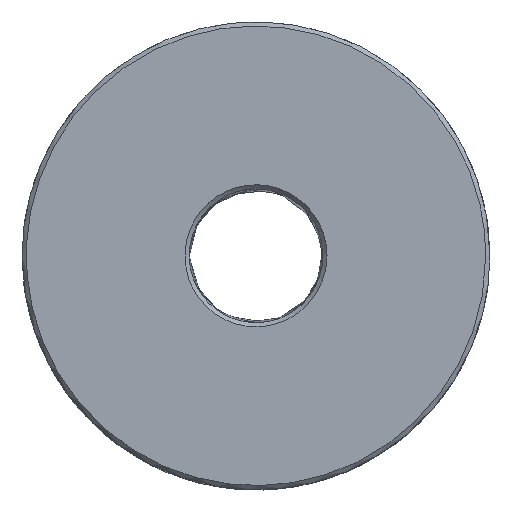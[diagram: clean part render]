
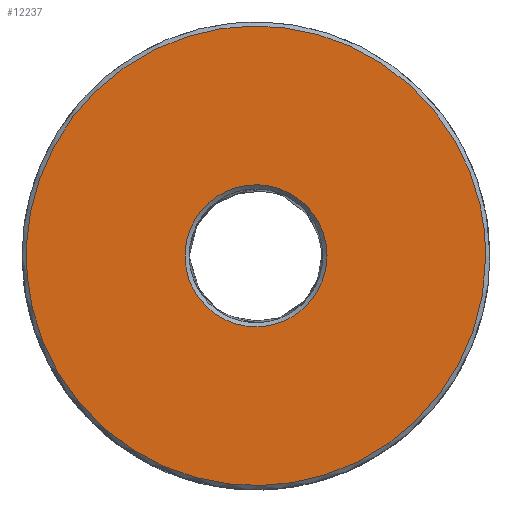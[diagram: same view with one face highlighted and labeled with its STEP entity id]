
A CAD part, top view. The second image highlights one B-rep face of the part: STEP entity #12237.
In plain terms, the highlighted free-form (B-spline) face has degree [1, 1] with [2, 2] control points.
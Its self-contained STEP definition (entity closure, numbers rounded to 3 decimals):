
#12179 = EDGE_CURVE('',#12180,#12180,#12182,.T.);
#12180 = VERTEX_POINT('',#12181);
#12181 = CARTESIAN_POINT('',(13.75,0.,12.5));
#12182 = ( BOUNDED_CURVE() B_SPLINE_CURVE(2,(#12183,#12184,#12185,#12186
    ,#12187,#12188,#12189,#12190,#12191),.UNSPECIFIED.,.T.,.F.) 
B_SPLINE_CURVE_WITH_KNOTS((3,2,2,2,3),(-3.142,-1.571,0.
,1.571,3.142),.UNSPECIFIED.) CURVE() 
GEOMETRIC_REPRESENTATION_ITEM() RATIONAL_B_SPLINE_CURVE((1.,
    0.707,1.,0.707,1.,0.707,1.,0.707
,1.)) REPRESENTATION_ITEM('') );
#12183 = CARTESIAN_POINT('',(13.75,0.,12.5));
#12184 = CARTESIAN_POINT('',(13.75,-13.75,12.5));
#12185 = CARTESIAN_POINT('',(0.,-13.75,12.5));
#12186 = CARTESIAN_POINT('',(-13.75,-13.75,12.5));
#12187 = CARTESIAN_POINT('',(-13.75,0.,12.5));
#12188 = CARTESIAN_POINT('',(-13.75,13.75,12.5));
#12189 = CARTESIAN_POINT('',(0.,13.75,12.5));
#12190 = CARTESIAN_POINT('',(13.75,13.75,12.5));
#12191 = CARTESIAN_POINT('',(13.75,0.,12.5));
#12237 = ADVANCED_FACE('',(#12238,#12241),#12257,.T.);
#12238 = FACE_BOUND('',#12239,.T.);
#12239 = EDGE_LOOP('',(#12240));
#12240 = ORIENTED_EDGE('',*,*,#12179,.F.);
#12241 = FACE_BOUND('',#12242,.T.);
#12242 = EDGE_LOOP('',(#12243));
#12243 = ORIENTED_EDGE('',*,*,#12244,.F.);
#12244 = EDGE_CURVE('',#12245,#12245,#12247,.T.);
#12245 = VERTEX_POINT('',#12246);
#12246 = CARTESIAN_POINT('',(4.25,0.,12.5));
#12247 = ( BOUNDED_CURVE() B_SPLINE_CURVE(2,(#12248,#12249,#12250,#12251
    ,#12252,#12253,#12254,#12255,#12256),.UNSPECIFIED.,.T.,.F.) 
B_SPLINE_CURVE_WITH_KNOTS((3,2,2,2,3),(-3.142,-1.571,0.
,1.571,3.142),.UNSPECIFIED.) CURVE() 
GEOMETRIC_REPRESENTATION_ITEM() RATIONAL_B_SPLINE_CURVE((1.,
    0.707,1.,0.707,1.,0.707,1.,0.707
,1.)) REPRESENTATION_ITEM('') );
#12248 = CARTESIAN_POINT('',(4.25,0.,12.5));
#12249 = CARTESIAN_POINT('',(4.25,4.25,12.5));
#12250 = CARTESIAN_POINT('',(0.,4.25,12.5));
#12251 = CARTESIAN_POINT('',(-4.25,4.25,12.5));
#12252 = CARTESIAN_POINT('',(-4.25,0.,12.5));
#12253 = CARTESIAN_POINT('',(-4.25,-4.25,12.5));
#12254 = CARTESIAN_POINT('',(0.,-4.25,12.5));
#12255 = CARTESIAN_POINT('',(4.25,-4.25,12.5));
#12256 = CARTESIAN_POINT('',(4.25,0.,12.5));
#12257 = B_SPLINE_SURFACE_WITH_KNOTS('',1,1,(
    (#12258,#12259)
    ,(#12260,#12261
    )),.UNSPECIFIED.,.F.,.F.,.F.,(2,2),(2,2),(-1.376,1.376),(
    -1.376,1.376),.PIECEWISE_BEZIER_KNOTS.);
#12258 = CARTESIAN_POINT('',(-13.76,-13.76,12.5));
#12259 = CARTESIAN_POINT('',(-13.76,13.76,12.5));
#12260 = CARTESIAN_POINT('',(13.76,-13.76,12.5));
#12261 = CARTESIAN_POINT('',(13.76,13.76,12.5));
